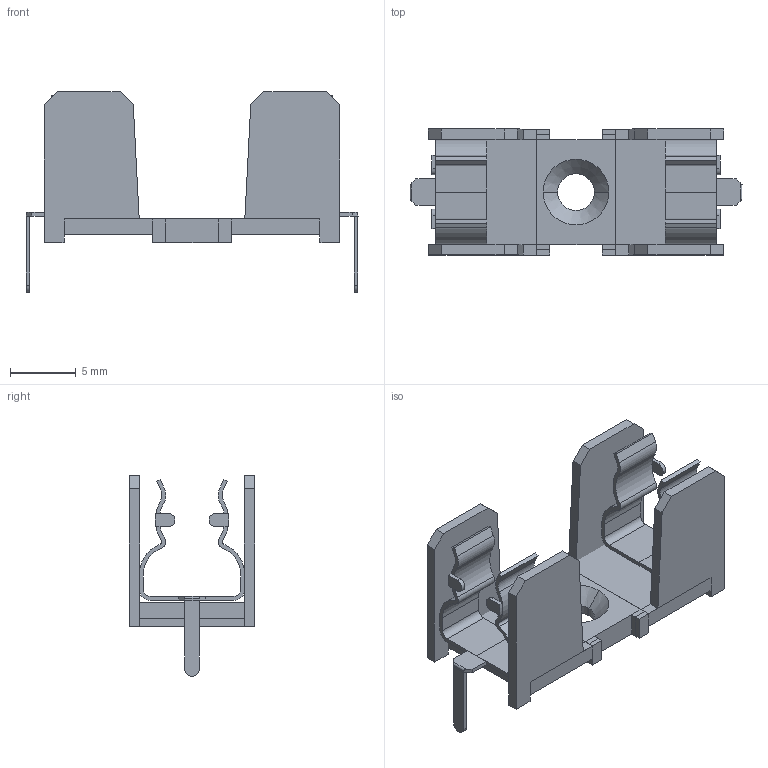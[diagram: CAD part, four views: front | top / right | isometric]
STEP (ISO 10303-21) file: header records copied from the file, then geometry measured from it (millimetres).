
FILE_DESCRIPTION((''),'2;1');
FILE_NAME('FUSH_SCHURTER_OGN.stp','2013-03-06T17:30:49',(''),(''),'Mechanical Desktop 2011','Mechanical Desktop 2011',', , ');
FILE_SCHEMA(('AUTOMOTIVE_DESIGN { 1 2 10303 214 1 1 1 1 }'));
Length unit declared in the file: millimetre
Products named in the file (1): Product
Bounding box: 25.3 x 9.6 x 15.3 mm (x, y, z)
Volume: 551.7 mm3; surface area: 1791.3 mm2
Topology: 19 solids, 19 shells, 220 faces, 544 edges, 362 vertices
Faces by surface type: plane 138, bspline 46, cylinder 34, cone 2
Entity records: 6780 total; most frequent: CARTESIAN_POINT 1545, ORIENTED_EDGE 1088, DIRECTION 1004, EDGE_CURVE 544, VECTOR 434, LINE 434, VERTEX_POINT 362, AXIS2_PLACEMENT_3D 285
